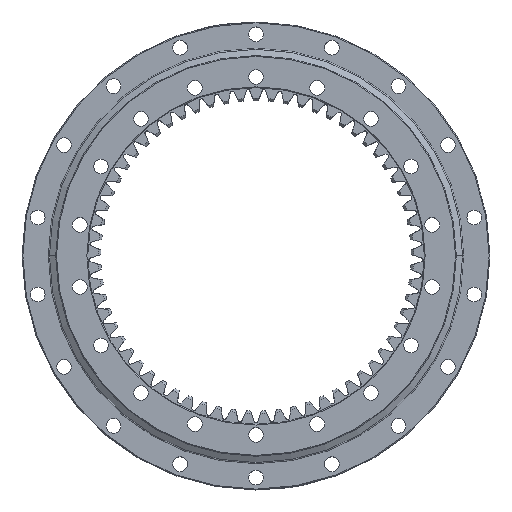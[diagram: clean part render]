
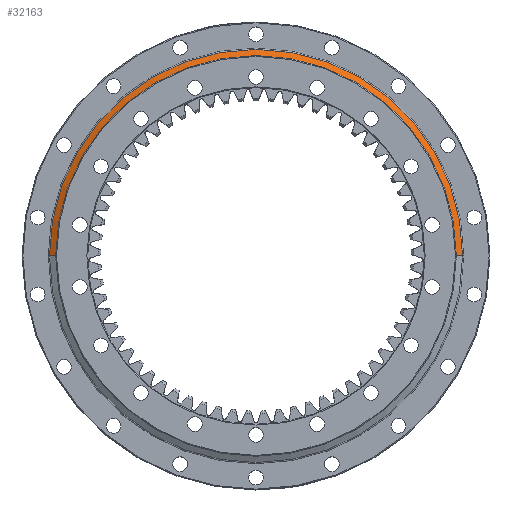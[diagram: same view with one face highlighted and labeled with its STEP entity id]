
A CAD part, top view. The second image highlights one B-rep face of the part: STEP entity #32163.
In plain terms, the highlighted conical face has half-angle 58.57 degrees and reference radius 244 mm.
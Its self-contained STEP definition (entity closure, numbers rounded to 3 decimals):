
#237 = EDGE_LOOP ( 'NONE', ( #30801, #23589, #14156, #12711 ) ) ;
#3224 = LINE ( 'NONE', #28889, #18228 ) ;
#3258 = CARTESIAN_POINT ( 'NONE',  ( 237., -2.61, -251.544 ) ) ;
#4664 = LINE ( 'NONE', #8573, #18743 ) ;
#4796 = EDGE_CURVE ( 'NONE', #34224, #31811, #4664, .T. ) ;
#5723 = CARTESIAN_POINT ( 'NONE',  ( 237., 2., 0. ) ) ;
#6157 = CARTESIAN_POINT ( 'NONE',  ( 237., 2., 0. ) ) ;
#8573 = CARTESIAN_POINT ( 'NONE',  ( 237., 2., -244. ) ) ;
#8995 = DIRECTION ( 'NONE',  ( 0., 0., -1. ) ) ;
#12585 = VERTEX_POINT ( 'NONE', #15686 ) ;
#12711 = ORIENTED_EDGE ( 'NONE', *, *, #4796, .F. ) ;
#14108 = DIRECTION ( 'NONE',  ( 0., -1., 0. ) ) ;
#14156 = ORIENTED_EDGE ( 'NONE', *, *, #20757, .F. ) ;
#14655 = FACE_OUTER_BOUND ( 'NONE', #237, .T. ) ;
#15394 = AXIS2_PLACEMENT_3D ( 'NONE', #6157, #25889, #8995 ) ;
#15686 = CARTESIAN_POINT ( 'NONE',  ( 237., 2., 244. ) ) ;
#18228 = VECTOR ( 'NONE', #20390, 1000. ) ;
#18743 = VECTOR ( 'NONE', #22618, 1000. ) ;
#19037 = CIRCLE ( 'NONE', #33127, 251.544 ) ;
#19370 = CARTESIAN_POINT ( 'NONE',  ( 237., -2.61, 251.544 ) ) ;
#20390 = DIRECTION ( 'NONE',  ( 0., -0.521, 0.853 ) ) ;
#20757 = EDGE_CURVE ( 'NONE', #31811, #24808, #19037, .T. ) ;
#22618 = DIRECTION ( 'NONE',  ( 0., -0.521, -0.853 ) ) ;
#23055 = EDGE_CURVE ( 'NONE', #12585, #24808, #3224, .T. ) ;
#23589 = ORIENTED_EDGE ( 'NONE', *, *, #23055, .T. ) ;
#24729 = CIRCLE ( 'NONE', #15394, 244. ) ;
#24808 = VERTEX_POINT ( 'NONE', #19370 ) ;
#25889 = DIRECTION ( 'NONE',  ( 0., -1., 0. ) ) ;
#28278 = DIRECTION ( 'NONE',  ( 0., 0., -1. ) ) ;
#28889 = CARTESIAN_POINT ( 'NONE',  ( 237., 2., 244. ) ) ;
#29302 = CONICAL_SURFACE ( 'NONE', #33835, 244., 1.022 ) ;
#30597 = CARTESIAN_POINT ( 'NONE',  ( 237., 2., -244. ) ) ;
#30801 = ORIENTED_EDGE ( 'NONE', *, *, #32743, .T. ) ;
#31026 = CARTESIAN_POINT ( 'NONE',  ( 237., -2.61, 0. ) ) ;
#31811 = VERTEX_POINT ( 'NONE', #3258 ) ;
#32163 = ADVANCED_FACE ( 'NONE', ( #14655 ), #29302, .T. ) ;
#32743 = EDGE_CURVE ( 'NONE', #34224, #12585, #24729, .T. ) ;
#33127 = AXIS2_PLACEMENT_3D ( 'NONE', #31026, #14108, #33870 ) ;
#33835 = AXIS2_PLACEMENT_3D ( 'NONE', #5723, #33841, #28278 ) ;
#33841 = DIRECTION ( 'NONE',  ( 0., -1., 0. ) ) ;
#33870 = DIRECTION ( 'NONE',  ( 0., 0., -1. ) ) ;
#34224 = VERTEX_POINT ( 'NONE', #30597 ) ;
